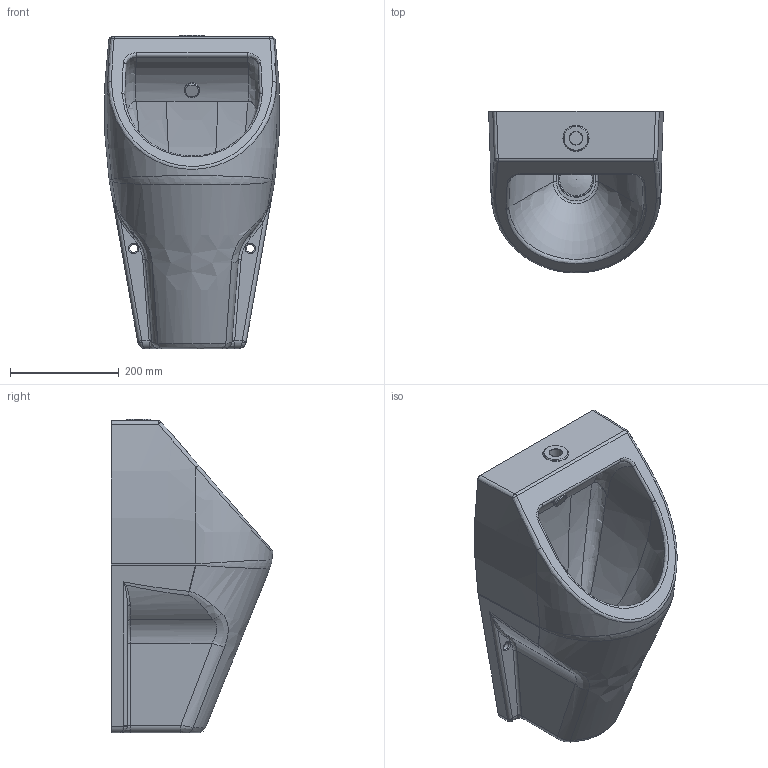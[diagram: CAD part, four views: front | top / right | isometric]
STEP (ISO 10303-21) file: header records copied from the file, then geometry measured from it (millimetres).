
FILE_DESCRIPTION((''),'2;1');
FILE_NAME('082830.stp','2008-11-20T18:41:02',('Huebner'),(''),'Autodesk Inventor 11','Autodesk Inventor 11','');
FILE_SCHEMA(('AUTOMOTIVE_DESIGN { 1 0 10303 214 1 1 1 1 }'));
Length unit declared in the file: millimetre
Products named in the file (6): 082830; Stopfen; Kelch; Urinal_Stopfen; Buchse
Assembly tree (5 placements, depth 2):
  082830
    082830
    Stopfen
    Kelch
    Urinal_Stopfen
    Buchse
Bounding box: 321.92 x 297.49 x 577.99 mm (x, y, z)
Volume: 14682514.7 mm3; surface area: 973499.8 mm2
Topology: 5 solids, 5 shells, 192 faces, 470 edges, 286 vertices
Faces by surface type: bspline 72, cylinder 55, plane 44, torus 13, cone 4, sphere 4
Full cylindrical faces by diameter (mm): 15 x2, 20 x2, 21.886 x1, 23 x1, 24 x1, 28 x1, 35 x2, 42 x1, 44 x1, 52 x1, 60 x1
Entity records: 14944 total; most frequent: CARTESIAN_POINT 10848, ORIENTED_EDGE 858, DIRECTION 699, EDGE_CURVE 429, AXIS2_PLACEMENT_3D 293, VERTEX_POINT 283, EDGE_LOOP 240, FACE_OUTER_BOUND 192
